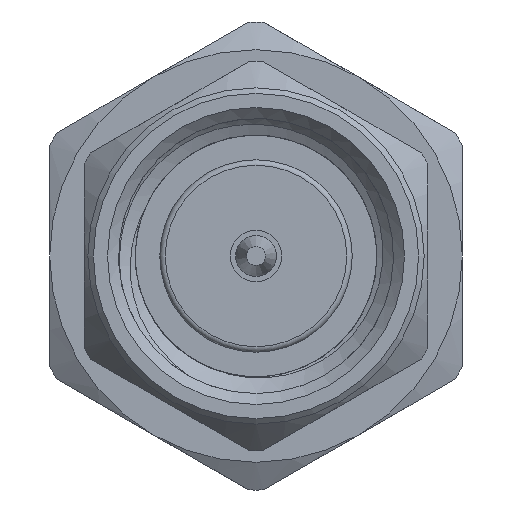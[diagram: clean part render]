
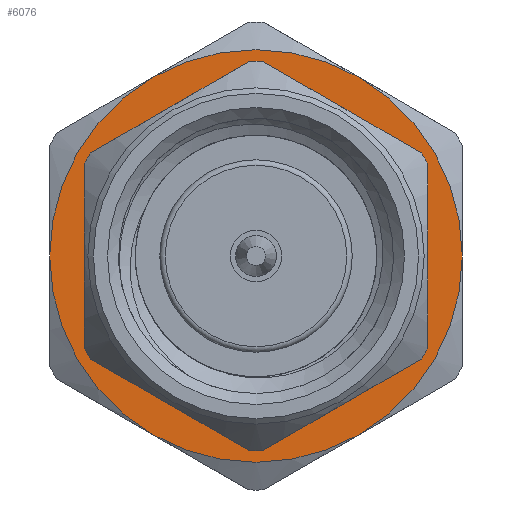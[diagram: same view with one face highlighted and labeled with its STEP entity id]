
A CAD part, left-side view. The second image highlights one B-rep face of the part: STEP entity #6076.
In plain terms, the highlighted planar face has unit normal (-1, 0, 0).
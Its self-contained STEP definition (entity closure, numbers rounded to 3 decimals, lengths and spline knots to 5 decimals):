
#471 = EDGE_CURVE ( 'NONE', #14265, #19653, #27531, .T. ) ;
#1447 = CIRCLE ( 'NONE', #24998, 0.1875 ) ;
#1833 = DIRECTION ( 'NONE',  ( 0., 0., 1. ) ) ;
#1966 = CIRCLE ( 'NONE', #13568, 0.105 ) ;
#2592 = EDGE_CURVE ( 'NONE', #9548, #14265, #17702, .T. ) ;
#3093 = DIRECTION ( 'NONE',  ( -1., 0., 0. ) ) ;
#3823 = CIRCLE ( 'NONE', #7127, 0.1875 ) ;
#4286 = AXIS2_PLACEMENT_3D ( 'NONE', #11180, #8764, #16101 ) ;
#4312 = CARTESIAN_POINT ( 'NONE',  ( 0.34524, 0., 0. ) ) ;
#4445 = CARTESIAN_POINT ( 'NONE',  ( 0.34524, 0., 0.105 ) ) ;
#5303 = DIRECTION ( 'NONE',  ( -1., 0., 0. ) ) ;
#6076 = ADVANCED_FACE ( 'NONE', ( #32189, #18085 ), #15492, .T. ) ;
#6676 = ORIENTED_EDGE ( 'NONE', *, *, #471, .T. ) ;
#7127 = AXIS2_PLACEMENT_3D ( 'NONE', #4312, #26891, #9358 ) ;
#7197 = EDGE_CURVE ( 'NONE', #31643, #31643, #1966, .T. ) ;
#7414 = CIRCLE ( 'NONE', #16655, 0.1875 ) ;
#7428 = CARTESIAN_POINT ( 'NONE',  ( 0.34524, 0.1875, 0. ) ) ;
#7442 = DIRECTION ( 'NONE',  ( 0., 0., 1. ) ) ;
#8035 = DIRECTION ( 'NONE',  ( 0., 0., 1. ) ) ;
#8588 = CIRCLE ( 'NONE', #23255, 0.1875 ) ;
#8747 = ORIENTED_EDGE ( 'NONE', *, *, #2592, .T. ) ;
#8764 = DIRECTION ( 'NONE',  ( -1., 0., 0. ) ) ;
#9176 = DIRECTION ( 'NONE',  ( 0., 0., 1. ) ) ;
#9358 = DIRECTION ( 'NONE',  ( 0., 0., 1. ) ) ;
#9548 = VERTEX_POINT ( 'NONE', #18789 ) ;
#10125 = CARTESIAN_POINT ( 'NONE',  ( 0.34524, 0., 0. ) ) ;
#10823 = CARTESIAN_POINT ( 'NONE',  ( 0.34524, 0.09375, 0.16238 ) ) ;
#11180 = CARTESIAN_POINT ( 'NONE',  ( 0.34524, 0., 0. ) ) ;
#11988 = DIRECTION ( 'NONE',  ( 1., 0., 0. ) ) ;
#12029 = EDGE_CURVE ( 'NONE', #13152, #17168, #8588, .T. ) ;
#12495 = AXIS2_PLACEMENT_3D ( 'NONE', #10125, #5303, #28090 ) ;
#12615 = ORIENTED_EDGE ( 'NONE', *, *, #25275, .T. ) ;
#13152 = VERTEX_POINT ( 'NONE', #10823 ) ;
#13568 = AXIS2_PLACEMENT_3D ( 'NONE', #19115, #11988, #19542 ) ;
#13746 = ORIENTED_EDGE ( 'NONE', *, *, #31151, .T. ) ;
#14014 = ORIENTED_EDGE ( 'NONE', *, *, #7197, .T. ) ;
#14265 = VERTEX_POINT ( 'NONE', #28767 ) ;
#15492 = PLANE ( 'NONE',  #12495 ) ;
#15954 = ORIENTED_EDGE ( 'NONE', *, *, #12029, .T. ) ;
#16101 = DIRECTION ( 'NONE',  ( 0., 0., 1. ) ) ;
#16655 = AXIS2_PLACEMENT_3D ( 'NONE', #26616, #31867, #1833 ) ;
#17168 = VERTEX_POINT ( 'NONE', #7428 ) ;
#17702 = CIRCLE ( 'NONE', #4286, 0.1875 ) ;
#18085 = FACE_OUTER_BOUND ( 'NONE', #22861, .T. ) ;
#18606 = CARTESIAN_POINT ( 'NONE',  ( 0.34524, -0.09375, 0.16238 ) ) ;
#18789 = CARTESIAN_POINT ( 'NONE',  ( 0.34524, -0.09375, -0.16238 ) ) ;
#19115 = CARTESIAN_POINT ( 'NONE',  ( 0.34524, 0., 0. ) ) ;
#19542 = DIRECTION ( 'NONE',  ( 0., 0., 1. ) ) ;
#19653 = VERTEX_POINT ( 'NONE', #18606 ) ;
#20756 = CARTESIAN_POINT ( 'NONE',  ( 0.34524, 0., 0. ) ) ;
#22001 = CARTESIAN_POINT ( 'NONE',  ( 0.34524, 0.09375, -0.16238 ) ) ;
#22538 = ORIENTED_EDGE ( 'NONE', *, *, #22573, .T. ) ;
#22573 = EDGE_CURVE ( 'NONE', #17168, #31178, #3823, .T. ) ;
#22861 = EDGE_LOOP ( 'NONE', ( #12615, #15954, #22538, #13746, #8747, #6676 ) ) ;
#23255 = AXIS2_PLACEMENT_3D ( 'NONE', #20756, #3093, #8035 ) ;
#24201 = CARTESIAN_POINT ( 'NONE',  ( 0.34524, 0., 0. ) ) ;
#24998 = AXIS2_PLACEMENT_3D ( 'NONE', #24201, #29539, #9176 ) ;
#25275 = EDGE_CURVE ( 'NONE', #19653, #13152, #1447, .T. ) ;
#25708 = AXIS2_PLACEMENT_3D ( 'NONE', #29909, #32419, #7442 ) ;
#26616 = CARTESIAN_POINT ( 'NONE',  ( 0.34524, 0., 0. ) ) ;
#26891 = DIRECTION ( 'NONE',  ( -1., 0., 0. ) ) ;
#27531 = CIRCLE ( 'NONE', #25708, 0.1875 ) ;
#28090 = DIRECTION ( 'NONE',  ( 0., 0., 1. ) ) ;
#28767 = CARTESIAN_POINT ( 'NONE',  ( 0.34524, -0.1875, 0. ) ) ;
#29539 = DIRECTION ( 'NONE',  ( -1., 0., 0. ) ) ;
#29909 = CARTESIAN_POINT ( 'NONE',  ( 0.34524, 0., 0. ) ) ;
#30580 = EDGE_LOOP ( 'NONE', ( #14014 ) ) ;
#31151 = EDGE_CURVE ( 'NONE', #31178, #9548, #7414, .T. ) ;
#31178 = VERTEX_POINT ( 'NONE', #22001 ) ;
#31643 = VERTEX_POINT ( 'NONE', #4445 ) ;
#31867 = DIRECTION ( 'NONE',  ( -1., 0., 0. ) ) ;
#32189 = FACE_BOUND ( 'NONE', #30580, .T. ) ;
#32419 = DIRECTION ( 'NONE',  ( -1., 0., 0. ) ) ;
